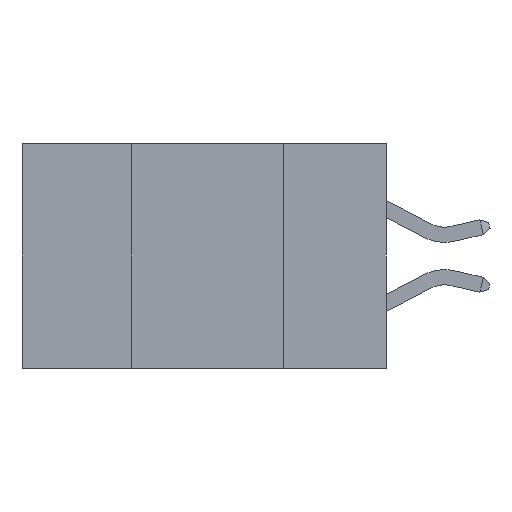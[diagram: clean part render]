
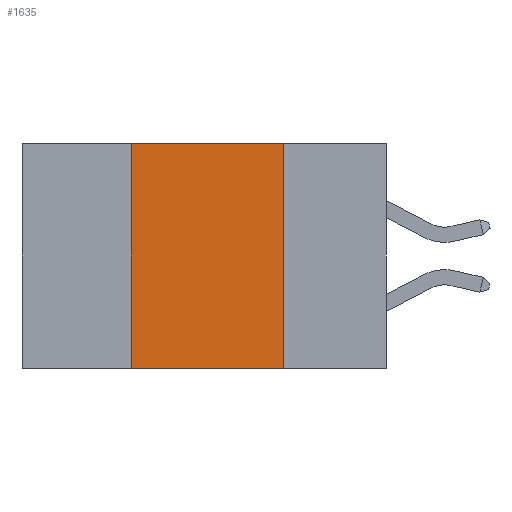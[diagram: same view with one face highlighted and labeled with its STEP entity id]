
A CAD part, left-side view. The second image highlights one B-rep face of the part: STEP entity #1635.
In plain terms, the highlighted planar face has unit normal (-1, 0, 0).
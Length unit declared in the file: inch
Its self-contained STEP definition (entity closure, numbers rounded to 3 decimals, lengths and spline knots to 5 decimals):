
#129 = VECTOR ( 'NONE', #5023, 39.37008 ) ;
#740 = VERTEX_POINT ( 'NONE', #7371 ) ;
#1188 = CARTESIAN_POINT ( 'NONE',  ( 0., 0.42, -0.37 ) ) ;
#1398 = AXIS2_PLACEMENT_3D ( 'NONE', #10587, #20506, #20390 ) ;
#1620 = CARTESIAN_POINT ( 'NONE',  ( 0., 0.17, -0.37 ) ) ;
#1635 = ADVANCED_FACE ( 'NONE', ( #7086 ), #5643, .F. ) ;
#3170 = CARTESIAN_POINT ( 'NONE',  ( 0., 0.6, 0. ) ) ;
#5023 = DIRECTION ( 'NONE',  ( 0., 0., -1. ) ) ;
#5643 = PLANE ( 'NONE',  #1398 ) ;
#6033 = VERTEX_POINT ( 'NONE', #7869 ) ;
#7086 = FACE_OUTER_BOUND ( 'NONE', #14231, .T. ) ;
#7371 = CARTESIAN_POINT ( 'NONE',  ( 0., 0.42, -0.37 ) ) ;
#7443 = VECTOR ( 'NONE', #13514, 39.37008 ) ;
#7869 = CARTESIAN_POINT ( 'NONE',  ( 0., 0.17, 0. ) ) ;
#8354 = LINE ( 'NONE', #18473, #7443 ) ;
#8910 = ORIENTED_EDGE ( 'NONE', *, *, #15312, .F. ) ;
#10587 = CARTESIAN_POINT ( 'NONE',  ( 0., 0.6, 0. ) ) ;
#11169 = CARTESIAN_POINT ( 'NONE',  ( 0., 0.17, -0.37 ) ) ;
#11521 = LINE ( 'NONE', #1620, #129 ) ;
#13122 = VECTOR ( 'NONE', #21684, 39.37008 ) ;
#13384 = VERTEX_POINT ( 'NONE', #11169 ) ;
#13514 = DIRECTION ( 'NONE',  ( 0., -1., 0. ) ) ;
#14231 = EDGE_LOOP ( 'NONE', ( #16807, #8910, #17081, #17407 ) ) ;
#15312 = EDGE_CURVE ( 'NONE', #18968, #6033, #18238, .T. ) ;
#16807 = ORIENTED_EDGE ( 'NONE', *, *, #20686, .F. ) ;
#17081 = ORIENTED_EDGE ( 'NONE', *, *, #19310, .F. ) ;
#17407 = ORIENTED_EDGE ( 'NONE', *, *, #19034, .T. ) ;
#18238 = LINE ( 'NONE', #3170, #13122 ) ;
#18244 = CARTESIAN_POINT ( 'NONE',  ( 0., 0.42, 0. ) ) ;
#18473 = CARTESIAN_POINT ( 'NONE',  ( 0., 0.6, -0.37 ) ) ;
#18968 = VERTEX_POINT ( 'NONE', #18244 ) ;
#19034 = EDGE_CURVE ( 'NONE', #740, #13384, #8354, .T. ) ;
#19310 = EDGE_CURVE ( 'NONE', #740, #18968, #21224, .T. ) ;
#20390 = DIRECTION ( 'NONE',  ( 0., 0., -1. ) ) ;
#20506 = DIRECTION ( 'NONE',  ( 1., 0., 0. ) ) ;
#20686 = EDGE_CURVE ( 'NONE', #6033, #13384, #11521, .T. ) ;
#20997 = DIRECTION ( 'NONE',  ( 0., 0., 1. ) ) ;
#21224 = LINE ( 'NONE', #1188, #21548 ) ;
#21548 = VECTOR ( 'NONE', #20997, 39.37008 ) ;
#21684 = DIRECTION ( 'NONE',  ( 0., -1., 0. ) ) ;
